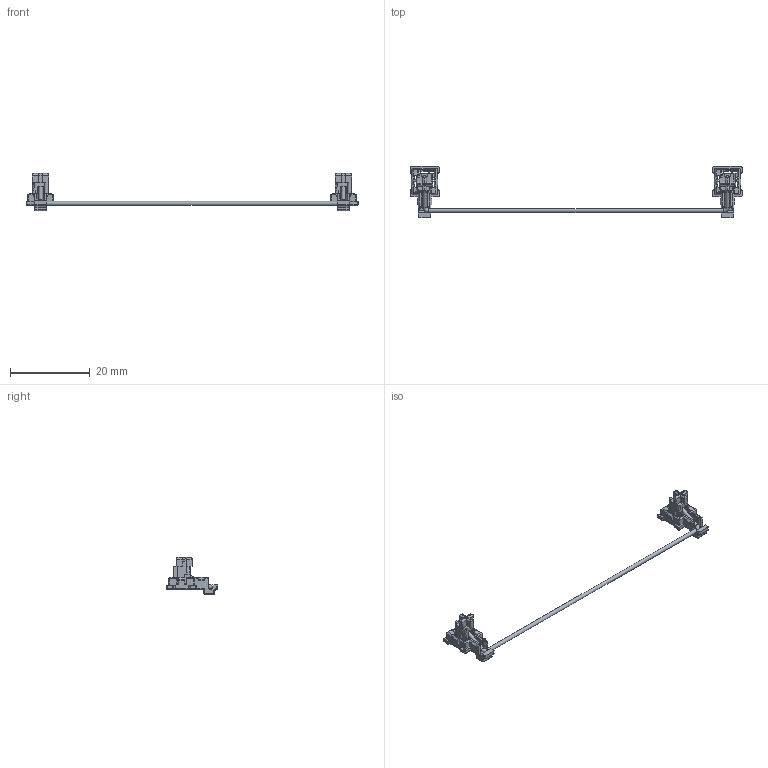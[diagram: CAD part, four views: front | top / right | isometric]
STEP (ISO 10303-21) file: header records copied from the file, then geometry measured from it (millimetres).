
FILE_DESCRIPTION(('FreeCAD Model'),'2;1');
FILE_NAME('Open CASCADE Shape Model','2023-06-28T23:57:18',(''),(''), 'Open CASCADE STEP processor 7.6','FreeCAD','Unknown');
FILE_SCHEMA(('AUTOMOTIVE_DESIGN { 1 0 10303 214 1 1 1 1 }'));
Length unit declared in the file: millimetre
Products named in the file (8): stabilizer_5_25u; left; body_l; stem_l; right; body_r; stem_r; wire_5_25u
Assembly tree (7 placements, depth 3):
  stabilizer_5_25u
    left
      body_l
      stem_l
    right
      body_r
      stem_r
    wire_5_25u
Bounding box: 83.3 x 12.8 x 9.3 mm (x, y, z)
Volume: 384.8 mm3; surface area: 1194.5 mm2
Topology: 5 solids, 5 shells, 713 faces, 1885 edges, 1128 vertices
Faces by surface type: cylinder 301, plane 300, sphere 44, torus 30, bspline 30, revolution 8
Full cylindrical faces by diameter (mm): 1 x3
Entity records: 22402 total; most frequent: CARTESIAN_POINT 4838, ORIENTED_EDGE 3674, DIRECTION 3645, EDGE_CURVE 1837, AXIS2_PLACEMENT_3D 1225, LINE 1187, VECTOR 1187, VERTEX_POINT 1128
